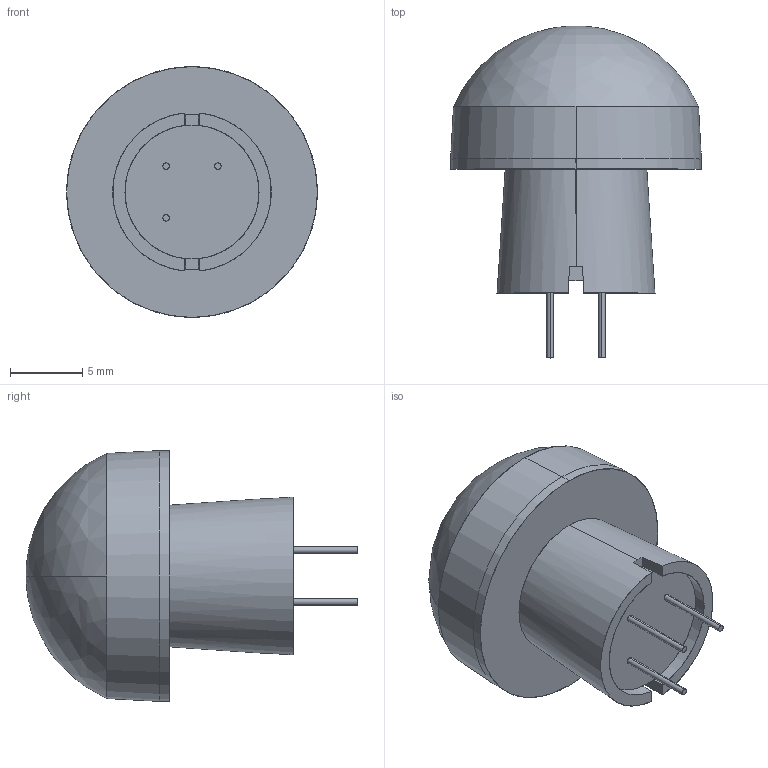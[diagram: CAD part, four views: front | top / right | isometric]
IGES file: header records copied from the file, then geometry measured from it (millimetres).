
Global section: preprocessor: SolidWorks 2007; organization: PanasonicElectricWorks; date: MM; units: millimetre
Bounding box: 17.4 x 23.03 x 17.4 mm (x, y, z)
Surface area: 1148.5 mm2 (no closed solid volume)
Topology: 0 solids, 0 shells, 31 faces, 384 edges, 383 vertices
Faces by surface type: revolution 16, bspline 15
